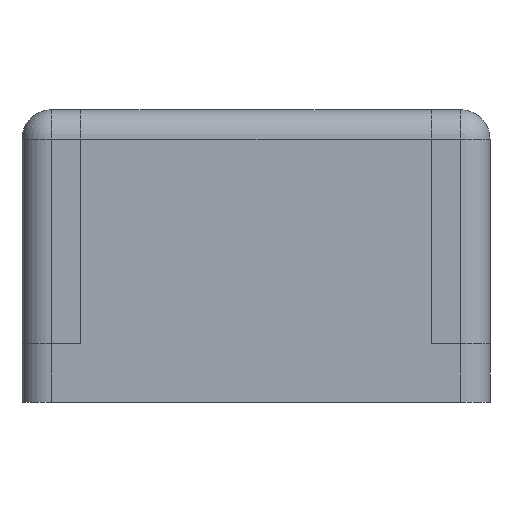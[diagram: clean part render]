
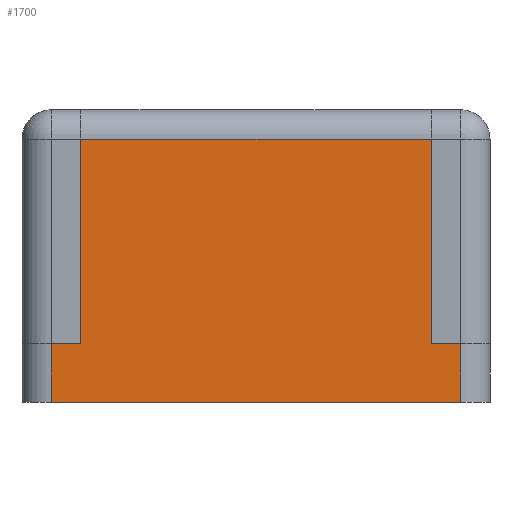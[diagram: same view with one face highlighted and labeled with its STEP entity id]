
A CAD part, left-side view. The second image highlights one B-rep face of the part: STEP entity #1700.
In plain terms, the highlighted planar face has unit normal (-1, 0, 0).
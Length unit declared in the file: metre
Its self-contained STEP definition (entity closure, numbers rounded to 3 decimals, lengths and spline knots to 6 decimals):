
#404=ORIENTED_EDGE('',*,*,#846,.T.);
#405=ORIENTED_EDGE('',*,*,#847,.T.);
#406=ORIENTED_EDGE('',*,*,#842,.F.);
#407=ORIENTED_EDGE('',*,*,#848,.F.);
#408=ORIENTED_EDGE('',*,*,#849,.T.);
#409=ORIENTED_EDGE('',*,*,#850,.T.);
#410=ORIENTED_EDGE('',*,*,#839,.F.);
#411=ORIENTED_EDGE('',*,*,#851,.T.);
#839=EDGE_CURVE('',#1067,#1068,#1160,.T.);
#842=EDGE_CURVE('',#1069,#1070,#1163,.T.);
#846=EDGE_CURVE('',#1073,#1074,#1165,.T.);
#847=EDGE_CURVE('',#1074,#1070,#1166,.T.);
#848=EDGE_CURVE('',#1075,#1069,#1167,.T.);
#849=EDGE_CURVE('',#1075,#1076,#1168,.F.);
#850=EDGE_CURVE('',#1076,#1068,#1169,.T.);
#851=EDGE_CURVE('',#1067,#1073,#1170,.F.);
#1067=VERTEX_POINT('',#3418);
#1068=VERTEX_POINT('',#3420);
#1069=VERTEX_POINT('',#3423);
#1070=VERTEX_POINT('',#3425);
#1073=VERTEX_POINT('',#3433);
#1074=VERTEX_POINT('',#3434);
#1075=VERTEX_POINT('',#3437);
#1076=VERTEX_POINT('',#3439);
#1160=LINE('',#3419,#1305);
#1163=LINE('',#3424,#1308);
#1165=LINE('',#3432,#1310);
#1166=LINE('',#3435,#1311);
#1167=LINE('',#3436,#1312);
#1168=LINE('',#3438,#1313);
#1169=LINE('',#3440,#1314);
#1170=LINE('',#3441,#1315);
#1305=VECTOR('',#2083,1.);
#1308=VECTOR('',#2086,1.);
#1310=VECTOR('',#2094,1.);
#1311=VECTOR('',#2095,1.);
#1312=VECTOR('',#2096,1.);
#1313=VECTOR('',#2097,1.);
#1314=VECTOR('',#2098,1.);
#1315=VECTOR('',#2099,1.);
#1429=EDGE_LOOP('',(#404,#405,#406,#407,#408,#409,#410,#411));
#1538=FACE_BOUND('',#1429,.T.);
#1606=PLANE('',#1835);
#1700=ADVANCED_FACE('',(#1538),#1606,.T.);
#1835=AXIS2_PLACEMENT_3D('',#3431,#2092,#2093);
#2083=DIRECTION('',(0.,-1.,0.));
#2086=DIRECTION('',(0.,-1.,0.));
#2092=DIRECTION('',(-1.,0.,0.));
#2093=DIRECTION('',(0.,0.,1.));
#2094=DIRECTION('',(0.,-1.,0.));
#2095=DIRECTION('',(0.,0.,1.));
#2096=DIRECTION('',(0.,0.,-1.));
#2097=DIRECTION('',(0.,-1.,0.));
#2098=DIRECTION('',(0.,0.,-1.));
#2099=DIRECTION('',(0.,0.,1.));
#3418=CARTESIAN_POINT('',(-0.046331,0.029916,0.));
#3419=CARTESIAN_POINT('',(-0.046331,0.029916,0.));
#3420=CARTESIAN_POINT('',(-0.046331,0.028416,0.));
#3423=CARTESIAN_POINT('',(-0.046331,0.010416,0.));
#3424=CARTESIAN_POINT('',(-0.046331,0.029916,0.));
#3425=CARTESIAN_POINT('',(-0.046331,0.008916,0.));
#3431=CARTESIAN_POINT('',(-0.046331,0.029916,-0.003));
#3432=CARTESIAN_POINT('',(-0.046331,0.029916,-0.003));
#3433=CARTESIAN_POINT('',(-0.046331,0.029916,-0.003));
#3434=CARTESIAN_POINT('',(-0.046331,0.008916,-0.003));
#3435=CARTESIAN_POINT('',(-0.046331,0.008916,-0.003));
#3436=CARTESIAN_POINT('',(-0.046331,0.010416,0.012));
#3437=CARTESIAN_POINT('',(-0.046331,0.010416,0.0105));
#3438=CARTESIAN_POINT('',(-0.046331,0.029916,0.0105));
#3439=CARTESIAN_POINT('',(-0.046331,0.028416,0.0105));
#3440=CARTESIAN_POINT('',(-0.046331,0.028416,0.012));
#3441=CARTESIAN_POINT('',(-0.046331,0.029916,-0.003));
